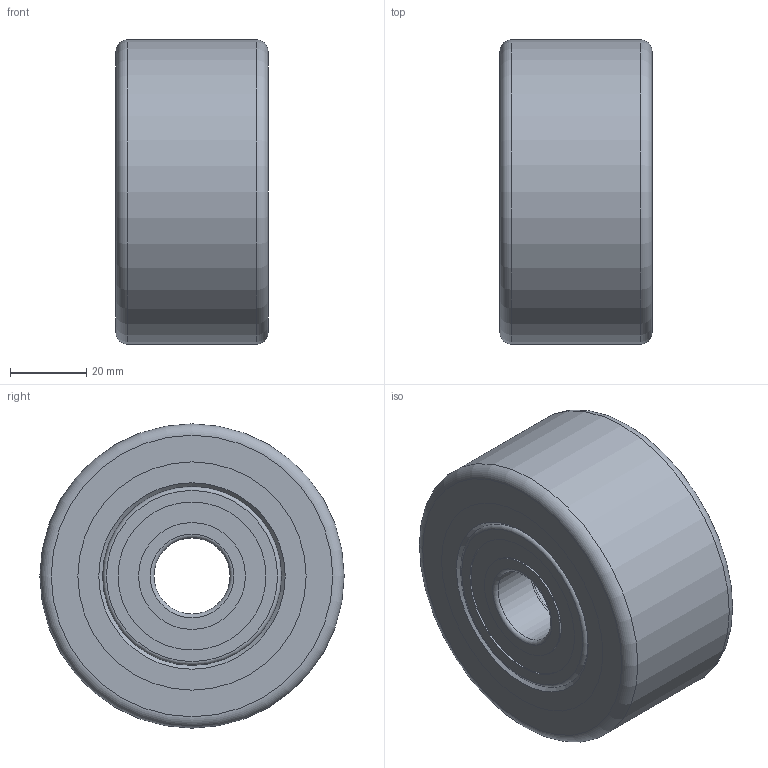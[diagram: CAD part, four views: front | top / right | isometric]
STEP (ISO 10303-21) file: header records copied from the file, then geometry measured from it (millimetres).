
FILE_DESCRIPTION (( 'STEP AP214' ), '1' );
FILE_NAME ('0032755_PUHS-080-40-K20.step', '2018-04-25T11:13:35', ( '' ), ( '' ), 'SwSTEP 2.0', 'SolidWorks 2018', '' );
FILE_SCHEMA (( 'AUTOMOTIVE_DESIGN' ));
Length unit declared in the file: millimetre
Products named in the file (1): 0032755_PUHS-080-40-K20
Bounding box: 40 x 80 x 80 mm (x, y, z)
Volume: 167782.7 mm3; surface area: 62726.8 mm2
Topology: 12 solids, 12 shells, 66 faces, 112 edges, 68 vertices
Faces by surface type: cylinder 26, plane 22, torus 16, cone 2
Full cylindrical faces by diameter (mm): 20 x2, 28.1 x8, 38.9 x8, 42 x1, 47 x4, 60 x2, 80 x1
Entity records: 2203 total; most frequent: DIRECTION 262, CARTESIAN_POINT 195, AXIS2_PLACEMENT_3D 131, EDGE_LOOP 128, ORIENTED_EDGE 128, FACE_OUTER_BOUND 104, UNCERTAINTY_MEASURE_WITH_UNIT 80, FILL_AREA_STYLE 79
